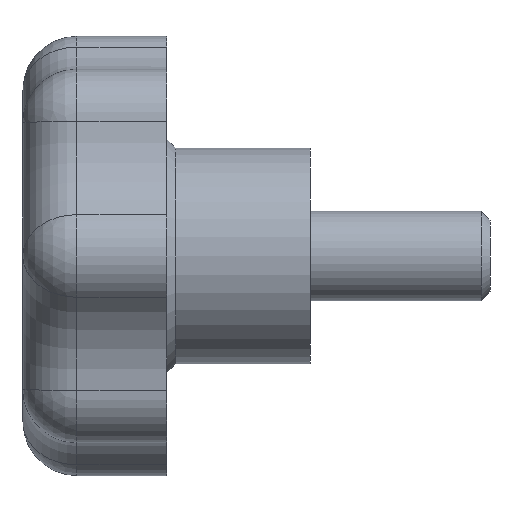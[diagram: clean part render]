
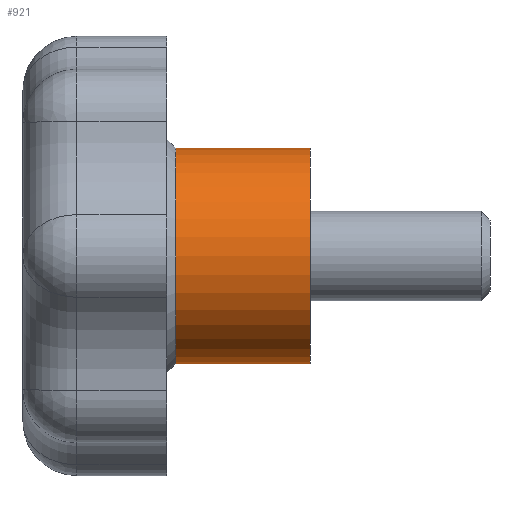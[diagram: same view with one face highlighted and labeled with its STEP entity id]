
A CAD part, left-side view. The second image highlights one B-rep face of the part: STEP entity #921.
In plain terms, the highlighted cylindrical face has radius 6 mm (diameter 12 mm), a partial arc.
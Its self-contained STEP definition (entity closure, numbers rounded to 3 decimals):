
#66 = DIRECTION ( 'NONE',  ( 0., 1., 0. ) ) ;
#110 = DIRECTION ( 'NONE',  ( 0., 0., 1. ) ) ;
#118 = DIRECTION ( 'NONE',  ( 0., 0., 1. ) ) ;
#172 = CARTESIAN_POINT ( 'NONE',  ( 0., 0., 6. ) ) ;
#205 = CARTESIAN_POINT ( 'NONE',  ( 0., 7.5, 6. ) ) ;
#294 = DIRECTION ( 'NONE',  ( 0., -1., 0. ) ) ;
#309 = CARTESIAN_POINT ( 'NONE',  ( 0., 7.5, -6. ) ) ;
#329 = AXIS2_PLACEMENT_3D ( 'NONE', #1818, #2723, #677 ) ;
#426 = CIRCLE ( 'NONE', #511, 6. ) ;
#508 = CIRCLE ( 'NONE', #2039, 6. ) ;
#511 = AXIS2_PLACEMENT_3D ( 'NONE', #2335, #294, #118 ) ;
#677 = DIRECTION ( 'NONE',  ( 0., 0., 1. ) ) ;
#740 = DIRECTION ( 'NONE',  ( 0., 1., 0. ) ) ;
#844 = LINE ( 'NONE', #1271, #2317 ) ;
#905 = CYLINDRICAL_SURFACE ( 'NONE', #329, 6. ) ;
#921 = ADVANCED_FACE ( 'NONE', ( #2030 ), #905, .T. ) ;
#1087 = ORIENTED_EDGE ( 'NONE', *, *, #1831, .T. ) ;
#1101 = VERTEX_POINT ( 'NONE', #172 ) ;
#1106 = VERTEX_POINT ( 'NONE', #205 ) ;
#1173 = VERTEX_POINT ( 'NONE', #1839 ) ;
#1271 = CARTESIAN_POINT ( 'NONE',  ( 0., 16., -6. ) ) ;
#1343 = VECTOR ( 'NONE', #66, 1000. ) ;
#1456 = ORIENTED_EDGE ( 'NONE', *, *, #2401, .T. ) ;
#1747 = VERTEX_POINT ( 'NONE', #309 ) ;
#1751 = EDGE_LOOP ( 'NONE', ( #2616, #1456, #1087, #2850 ) ) ;
#1818 = CARTESIAN_POINT ( 'NONE',  ( 0., 16., 0. ) ) ;
#1831 = EDGE_CURVE ( 'NONE', #1101, #1106, #2346, .T. ) ;
#1839 = CARTESIAN_POINT ( 'NONE',  ( 0., 0., -6. ) ) ;
#2030 = FACE_OUTER_BOUND ( 'NONE', #1751, .T. ) ;
#2039 = AXIS2_PLACEMENT_3D ( 'NONE', #2591, #740, #110 ) ;
#2221 = DIRECTION ( 'NONE',  ( 0., 1., 0. ) ) ;
#2317 = VECTOR ( 'NONE', #2221, 1000. ) ;
#2335 = CARTESIAN_POINT ( 'NONE',  ( 0., 7.5, 0. ) ) ;
#2346 = LINE ( 'NONE', #2614, #1343 ) ;
#2401 = EDGE_CURVE ( 'NONE', #1173, #1101, #508, .T. ) ;
#2591 = CARTESIAN_POINT ( 'NONE',  ( 0., 0., 0. ) ) ;
#2614 = CARTESIAN_POINT ( 'NONE',  ( 0., 16., 6. ) ) ;
#2616 = ORIENTED_EDGE ( 'NONE', *, *, #2891, .F. ) ;
#2723 = DIRECTION ( 'NONE',  ( 0., 1., 0. ) ) ;
#2834 = EDGE_CURVE ( 'NONE', #1106, #1747, #426, .T. ) ;
#2850 = ORIENTED_EDGE ( 'NONE', *, *, #2834, .T. ) ;
#2891 = EDGE_CURVE ( 'NONE', #1173, #1747, #844, .T. ) ;
